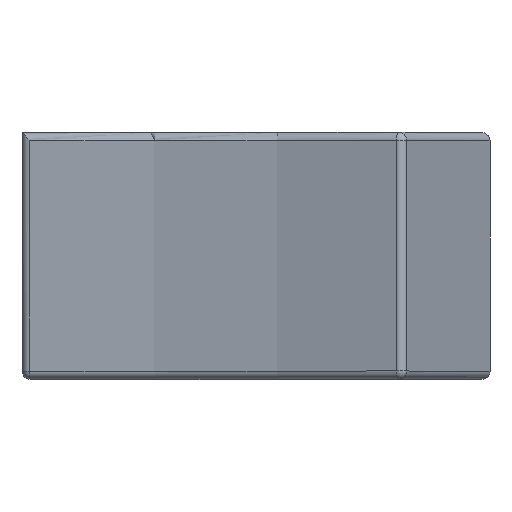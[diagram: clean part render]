
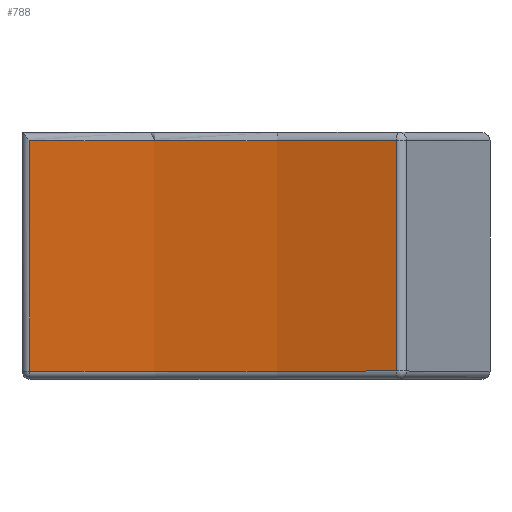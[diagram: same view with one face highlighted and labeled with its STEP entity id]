
A CAD part, top view. The second image highlights one B-rep face of the part: STEP entity #788.
In plain terms, the highlighted cylindrical face has radius 36.671 mm (diameter 73.342 mm), a partial arc.
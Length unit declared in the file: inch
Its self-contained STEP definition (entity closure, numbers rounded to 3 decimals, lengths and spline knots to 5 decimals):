
#340=CARTESIAN_POINT('',(0.14767,0.14016,0.72431));
#341=VERTEX_POINT('',#340);
#375=CARTESIAN_POINT('',(0.14767,-0.14016,0.72431));
#376=VERTEX_POINT('',#375);
#419=CARTESIAN_POINT('',(-0.29818,-0.14016,0.62547));
#420=VERTEX_POINT('',#419);
#444=CARTESIAN_POINT('',(-0.38381,-0.14016,2.06668));
#445=DIRECTION('',(0.0,1.0,0.0));
#446=DIRECTION('',(0.216,0.0,-0.976));
#447=AXIS2_PLACEMENT_3D('',#444,#445,#446);
#448=CIRCLE('',#447,1.44375);
#449=EDGE_CURVE('',#376,#420,#448,.T.);
#476=CARTESIAN_POINT('',(-0.29818,0.14016,0.62547));
#477=VERTEX_POINT('',#476);
#478=CARTESIAN_POINT('',(-0.29818,-0.14016,0.62547));
#479=DIRECTION('',(0.0,1.0,0.0));
#480=VECTOR('',#479,0.28031);
#481=LINE('',#478,#480);
#482=EDGE_CURVE('',#420,#477,#481,.T.);
#540=CARTESIAN_POINT('',(0.14767,0.14016,0.72431));
#541=DIRECTION('',(0.0,-1.0,0.0));
#542=VECTOR('',#541,0.28031);
#543=LINE('',#540,#542);
#544=EDGE_CURVE('',#341,#376,#543,.T.);
#593=CARTESIAN_POINT('',(-0.38381,0.14016,2.06668));
#594=DIRECTION('',(0.0,-1.0,0.0));
#595=DIRECTION('',(0.216,0.0,-0.976));
#596=AXIS2_PLACEMENT_3D('',#593,#594,#595);
#597=CIRCLE('',#596,1.44375);
#598=EDGE_CURVE('',#477,#341,#597,.T.);
#777=CARTESIAN_POINT('',(-0.38381,-0.15417,2.06668));
#778=DIRECTION('',(0.0,1.0,0.0));
#779=DIRECTION('',(-0.374,0.0,0.927));
#780=AXIS2_PLACEMENT_3D('',#777,#778,#779);
#781=CYLINDRICAL_SURFACE('',#780,1.44375);
#782=ORIENTED_EDGE('',*,*,#449,.F.);
#783=ORIENTED_EDGE('',*,*,#544,.F.);
#784=ORIENTED_EDGE('',*,*,#598,.F.);
#785=ORIENTED_EDGE('',*,*,#482,.F.);
#786=EDGE_LOOP('',(#782,#783,#784,#785));
#787=FACE_OUTER_BOUND('',#786,.T.);
#788=ADVANCED_FACE('',(#787),#781,.F.);
